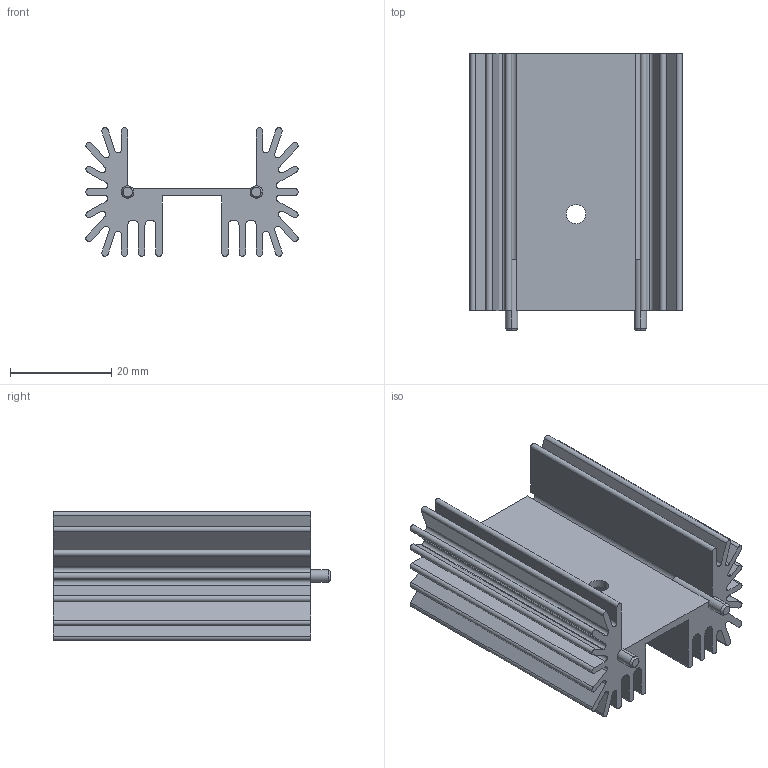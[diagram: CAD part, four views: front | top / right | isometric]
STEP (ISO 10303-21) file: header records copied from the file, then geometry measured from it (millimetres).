
FILE_DESCRIPTION (( 'STEP AP214' ), '1' );
FILE_NAME ('6399BG.STEP', '2020-06-05T08:34:34', ( '' ), ( '' ), 'SwSTEP 2.0', 'SolidWorks 2017', '' );
FILE_SCHEMA (( 'AUTOMOTIVE_DESIGN' ));
Length unit declared in the file: inch
Products named in the file (1): 6399BG
Bounding box: 41.91 x 54.76 x 25.4 mm (x, y, z)
Volume: 19121.8 mm3; surface area: 18538 mm2
Topology: 3 solids, 3 shells, 124 faces, 350 edges, 232 vertices
Faces by surface type: cylinder 68, plane 52, cone 4
Entity records: 4128 total; most frequent: DIRECTION 740, CARTESIAN_POINT 707, ORIENTED_EDGE 700, EDGE_CURVE 350, AXIS2_PLACEMENT_3D 265, VERTEX_POINT 232, LINE 210, VECTOR 210
